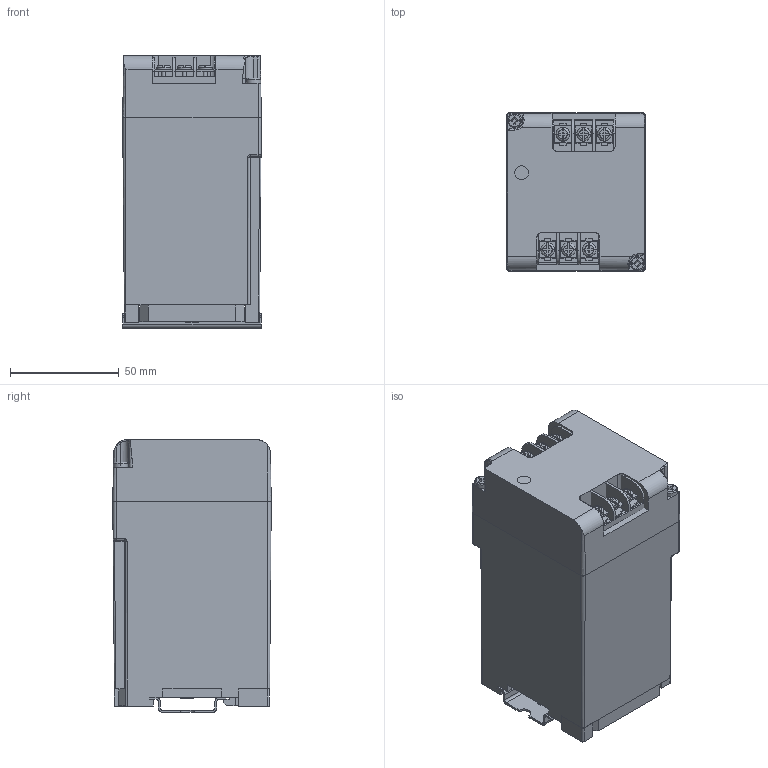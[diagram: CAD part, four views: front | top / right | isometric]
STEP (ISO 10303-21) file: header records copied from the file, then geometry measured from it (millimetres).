
FILE_DESCRIPTION (( 'STEP AP214' ), '1' );
FILE_NAME ('AD-PV12001.STEP', '2014-01-31T18:51:19', ( '' ), ( '' ), 'SwSTEP 2.0', 'SolidWorks 2013', '' );
FILE_SCHEMA (( 'AUTOMOTIVE_DESIGN' ));
Length unit declared in the file: inch
Products named in the file (1): AD-PV12001
Bounding box: 63.73 x 72.82 x 125.33 mm (x, y, z)
Volume: 527611 mm3; surface area: 80284.1 mm2
Topology: 27 solids, 27 shells, 654 faces, 1723 edges, 1128 vertices
Faces by surface type: plane 497, cylinder 97, bspline 39, torus 19, sphere 2
Entity records: 23839 total; most frequent: CARTESIAN_POINT 5298, ORIENTED_EDGE 3442, DIRECTION 3022, EDGE_CURVE 1721, LINE 1304, VECTOR 1304, VERTEX_POINT 1128, AXIS2_PLACEMENT_3D 859
